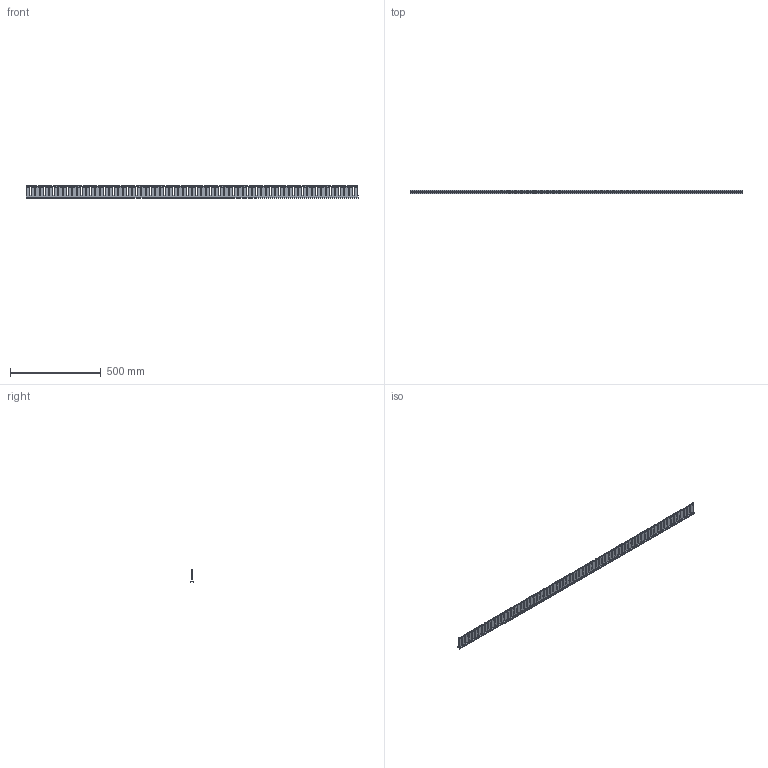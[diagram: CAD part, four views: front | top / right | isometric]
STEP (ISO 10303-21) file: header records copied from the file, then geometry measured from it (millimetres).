
FILE_DESCRIPTION (( 'STEP AP203' ), '1' );
FILE_NAME ('SD3H6.STEP', '2014-08-21T19:57:27', ( 'IT' ), ( 'Panduit Corp.' ), 'SwSTEP 2.0', 'SolidWorks 2012', '' );
FILE_SCHEMA (( 'CONFIG_CONTROL_DESIGN' ));
Products named in the file (1): SD3H6
Bounding box: 1828.8 x 19.23 x 69.57 mm (x, y, z)
Volume: 281447 mm3; surface area: 306293.2 mm2
Topology: 1 solids, 1 shells, 2695 faces, 8079 edges, 5386 vertices
Faces by surface type: plane 1388, cylinder 1307
Entity records: 92162 total; most frequent: CARTESIAN_POINT 23361, ORIENTED_EDGE 16158, DIRECTION 12629, EDGE_CURVE 8079, VERTEX_POINT 5386, VECTOR 4889, LINE 4889, AXIS2_PLACEMENT_3D 3870
